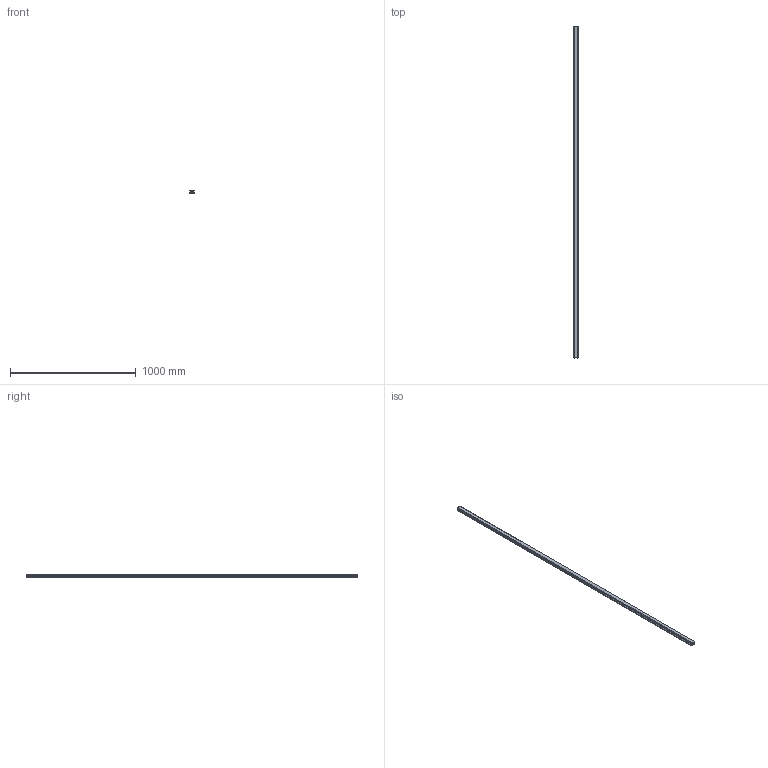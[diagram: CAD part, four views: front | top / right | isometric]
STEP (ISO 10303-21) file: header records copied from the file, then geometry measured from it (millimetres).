
FILE_DESCRIPTION(('STEP AP214'),'1');
FILE_NAME('cctmp_CAF6B0CD-0884-4255-B874-F206EB733F91_2021_01_28_10_46_18_0431..stp','2021-01-28T09:46:18',('HIWIN GmbH'),('CADClick - www.CADClick.com'),'Spatial InterOp 3D',' ','unknown authorization');
FILE_SCHEMA(('AUTOMOTIVE_DESIGN'));
Length unit declared in the file: millimetre
Products named in the file (1): HGR35T2640C_FILE
Bounding box: 34 x 2640 x 29 mm (x, y, z)
Volume: 2226762 mm3; surface area: 357801.2 mm2
Topology: 1 solids, 1 shells, 247 faces, 657 edges, 383 vertices
Faces by surface type: plane 93, cylinder 88, cone 66
Entity records: 9137 total; most frequent: DIRECTION 1263, CARTESIAN_POINT 1222, ORIENTED_EDGE 1182, EDGE_CURVE 591, AXIS2_PLACEMENT_3D 424, LINE 415, VECTOR 415, VERTEX_POINT 383
